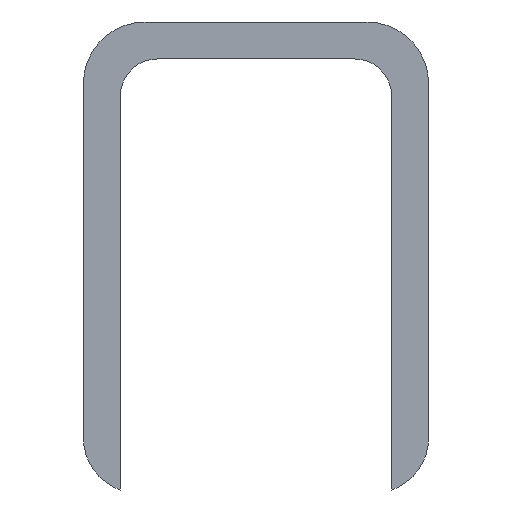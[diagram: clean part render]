
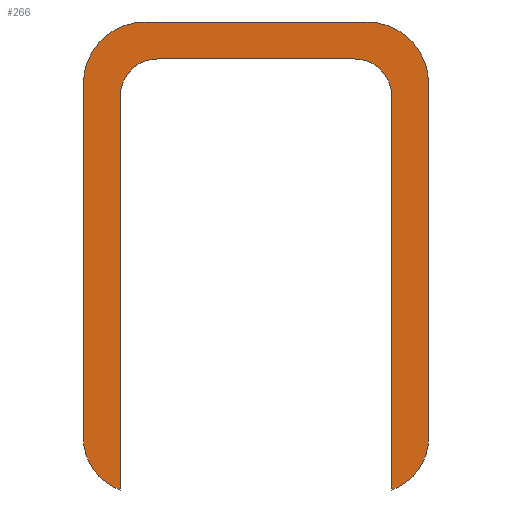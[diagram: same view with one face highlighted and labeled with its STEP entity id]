
A CAD part, left-side view. The second image highlights one B-rep face of the part: STEP entity #266.
In plain terms, the highlighted planar face has unit normal (-1, 0, 0).
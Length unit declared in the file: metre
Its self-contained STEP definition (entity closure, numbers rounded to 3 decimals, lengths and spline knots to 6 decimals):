
#21=CIRCLE('',#287,0.015);
#22=CIRCLE('',#290,0.015);
#25=CIRCLE('',#294,0.025);
#26=CIRCLE('',#297,0.025);
#30=CIRCLE('',#303,0.0225);
#31=CIRCLE('',#305,0.0225);
#94=ORIENTED_EDGE('',*,*,#145,.F.);
#95=ORIENTED_EDGE('',*,*,#113,.F.);
#96=ORIENTED_EDGE('',*,*,#140,.F.);
#97=ORIENTED_EDGE('',*,*,#139,.F.);
#98=ORIENTED_EDGE('',*,*,#135,.F.);
#99=ORIENTED_EDGE('',*,*,#119,.F.);
#100=ORIENTED_EDGE('',*,*,#144,.F.);
#101=ORIENTED_EDGE('',*,*,#129,.F.);
#102=ORIENTED_EDGE('',*,*,#132,.F.);
#103=ORIENTED_EDGE('',*,*,#117,.T.);
#104=ORIENTED_EDGE('',*,*,#127,.F.);
#105=ORIENTED_EDGE('',*,*,#125,.F.);
#113=EDGE_CURVE('',#149,#147,#173,.T.);
#117=EDGE_CURVE('',#151,#153,#177,.T.);
#119=EDGE_CURVE('',#154,#156,#179,.T.);
#125=EDGE_CURVE('',#161,#159,#185,.T.);
#127=EDGE_CURVE('',#159,#153,#21,.T.);
#129=EDGE_CURVE('',#162,#164,#187,.T.);
#132=EDGE_CURVE('',#151,#162,#22,.T.);
#135=EDGE_CURVE('',#156,#167,#25,.T.);
#139=EDGE_CURVE('',#167,#169,#193,.T.);
#140=EDGE_CURVE('',#169,#149,#26,.T.);
#144=EDGE_CURVE('',#164,#154,#30,.T.);
#145=EDGE_CURVE('',#147,#161,#31,.T.);
#147=VERTEX_POINT('',#389);
#149=VERTEX_POINT('',#393);
#151=VERTEX_POINT('',#398);
#153=VERTEX_POINT('',#402);
#154=VERTEX_POINT('',#406);
#156=VERTEX_POINT('',#409);
#159=VERTEX_POINT('',#416);
#161=VERTEX_POINT('',#420);
#162=VERTEX_POINT('',#427);
#164=VERTEX_POINT('',#430);
#167=VERTEX_POINT('',#441);
#169=VERTEX_POINT('',#446);
#173=LINE('',#394,#197);
#177=LINE('',#403,#201);
#179=LINE('',#408,#203);
#185=LINE('',#421,#209);
#187=LINE('',#429,#211);
#193=LINE('',#448,#217);
#197=VECTOR('',#314,1.);
#201=VECTOR('',#320,1.);
#203=VECTOR('',#324,1.);
#209=VECTOR('',#332,1.);
#211=VECTOR('',#342,1.);
#217=VECTOR('',#362,1.);
#230=EDGE_LOOP('',(#94,#95,#96,#97,#98,#99,#100,#101,#102,#103,#104,#105));
#244=FACE_BOUND('',#230,.T.);
#253=PLANE('',#304);
#266=ADVANCED_FACE('',(#244),#253,.T.);
#287=AXIS2_PLACEMENT_3D('',#424,#337,#338);
#290=AXIS2_PLACEMENT_3D('',#435,#347,#348);
#294=AXIS2_PLACEMENT_3D('',#440,#355,#356);
#297=AXIS2_PLACEMENT_3D('',#450,#365,#366);
#303=AXIS2_PLACEMENT_3D('',#456,#377,#378);
#304=AXIS2_PLACEMENT_3D('',#457,#379,#380);
#305=AXIS2_PLACEMENT_3D('',#458,#381,#382);
#314=DIRECTION('',(0.,0.,-1.));
#320=DIRECTION('',(0.,-1.,0.));
#324=DIRECTION('',(0.,0.,1.));
#332=DIRECTION('',(0.,0.,1.));
#337=DIRECTION('',(-1.,0.,0.));
#338=DIRECTION('',(0.,-0.707,0.707));
#342=DIRECTION('',(0.,0.,-1.));
#347=DIRECTION('',(-1.,0.,0.));
#348=DIRECTION('',(0.,0.707,0.707));
#355=DIRECTION('',(1.,0.,0.));
#356=DIRECTION('',(0.,0.707,0.707));
#362=DIRECTION('',(0.,-1.,0.));
#365=DIRECTION('',(1.,0.,0.));
#366=DIRECTION('',(0.,-0.707,0.707));
#377=DIRECTION('',(1.,0.,0.));
#378=DIRECTION('',(0.,0.333,-0.943));
#379=DIRECTION('',(-1.,0.,0.));
#380=DIRECTION('',(0.,0.,-1.));
#381=DIRECTION('',(1.,0.,0.));
#382=DIRECTION('',(0.,-0.333,-0.943));
#389=CARTESIAN_POINT('',(-0.055016,-0.085,-0.004643));
#393=CARTESIAN_POINT('',(-0.055016,-0.085,0.138916));
#394=CARTESIAN_POINT('',(-0.055016,-0.085,0.024144));
#398=CARTESIAN_POINT('',(-0.055016,0.025,0.148916));
#402=CARTESIAN_POINT('',(-0.055016,-0.055,0.148916));
#403=CARTESIAN_POINT('',(-0.055016,-0.07375,0.148916));
#406=CARTESIAN_POINT('',(-0.055016,0.055,-0.004643));
#408=CARTESIAN_POINT('',(-0.055016,0.055,0.024144));
#409=CARTESIAN_POINT('',(-0.055016,0.055,0.138916));
#416=CARTESIAN_POINT('',(-0.055016,-0.07,0.133916));
#420=CARTESIAN_POINT('',(-0.055016,-0.07,-0.025856));
#421=CARTESIAN_POINT('',(-0.055016,-0.07,0.024144));
#424=CARTESIAN_POINT('',(-0.055016,-0.055,0.133916));
#427=CARTESIAN_POINT('',(-0.055016,0.04,0.133916));
#429=CARTESIAN_POINT('',(-0.055016,0.04,0.024144));
#430=CARTESIAN_POINT('',(-0.055016,0.04,-0.025856));
#435=CARTESIAN_POINT('',(-0.055016,0.025,0.133916));
#440=CARTESIAN_POINT('',(-0.055016,0.03,0.138916));
#441=CARTESIAN_POINT('',(-0.055016,0.03,0.163916));
#446=CARTESIAN_POINT('',(-0.055016,-0.06,0.163916));
#448=CARTESIAN_POINT('',(-0.055016,-0.07,0.163916));
#450=CARTESIAN_POINT('',(-0.055016,-0.06,0.138916));
#456=CARTESIAN_POINT('',(-0.055016,0.0325,-0.004643));
#457=CARTESIAN_POINT('',(-0.055016,-0.07,0.053916));
#458=CARTESIAN_POINT('',(-0.055016,-0.0625,-0.004643));
